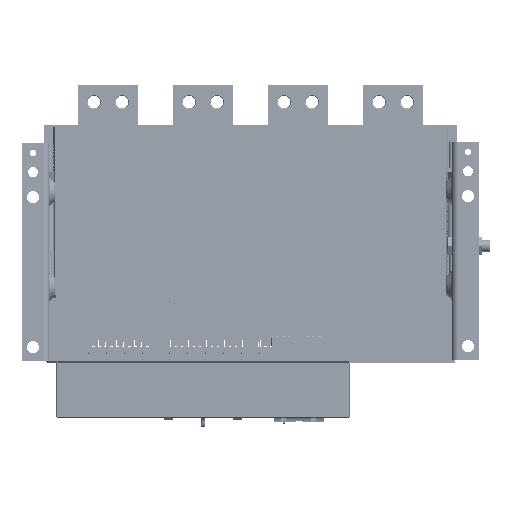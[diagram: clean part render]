
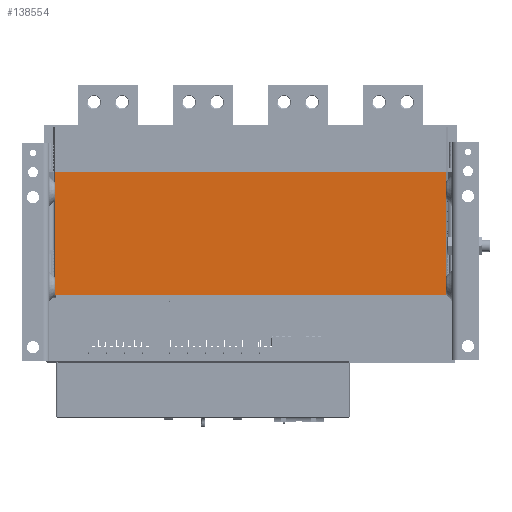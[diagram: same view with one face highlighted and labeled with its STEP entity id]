
A CAD part, front view. The second image highlights one B-rep face of the part: STEP entity #138554.
In plain terms, the highlighted planar face has unit normal (0, -1, -0.008).
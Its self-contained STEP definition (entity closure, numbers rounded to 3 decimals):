
#1888=DIRECTION('',(1.,0.,0.));
#1889=VECTOR('',#1888,1.5);
#1890=CARTESIAN_POINT('',(11.,1.,0.));
#1891=LINE('',#1890,#1889);
#2058=DIRECTION('',(0.,0.008,-1.));
#2059=VECTOR('',#2058,123.004);
#2060=CARTESIAN_POINT('',(11.,0.,123.));
#2061=LINE('',#2060,#2059);
#13736=DIRECTION('',(1.,0.,0.));
#13737=VECTOR('',#13736,2.);
#13738=CARTESIAN_POINT('',(400.,1.,0.));
#13739=LINE('',#13738,#13737);
#13748=DIRECTION('',(-1.,0.,0.));
#13749=VECTOR('',#13748,387.5);
#13750=CARTESIAN_POINT('',(400.,1.,0.));
#13751=LINE('',#13750,#13749);
#38554=DIRECTION('',(0.,-0.008,1.));
#38555=VECTOR('',#38554,123.004);
#38556=CARTESIAN_POINT('',(402.,1.,0.));
#38557=LINE('',#38556,#38555);
#42078=DIRECTION('',(-1.,0.,0.));
#42079=VECTOR('',#42078,391.);
#42080=CARTESIAN_POINT('',(402.,0.,123.));
#42081=LINE('',#42080,#42079);
#98384=CARTESIAN_POINT('',(12.5,1.,0.));
#98386=VERTEX_POINT('',#98384);
#98414=CARTESIAN_POINT('',(11.,1.,0.));
#98415=VERTEX_POINT('',#98414);
#100884=CARTESIAN_POINT('',(400.,1.,0.));
#100886=VERTEX_POINT('',#100884);
#100894=CARTESIAN_POINT('',(402.,1.,0.));
#100895=VERTEX_POINT('',#100894);
#100898=CARTESIAN_POINT('',(11.,0.,123.));
#100899=VERTEX_POINT('',#100898);
#100900=CARTESIAN_POINT('',(402.,0.,123.));
#100901=VERTEX_POINT('',#100900);
#138538=CARTESIAN_POINT('',(206.5,0.5,61.5));
#138539=DIRECTION('',(0.,1.,0.008));
#138540=DIRECTION('',(0.,-0.008,1.));
#138541=AXIS2_PLACEMENT_3D('',#138538,#138539,#138540);
#138542=PLANE('',#138541);
#138544=ORIENTED_EDGE('',*,*,#138543,.T.);
#138545=ORIENTED_EDGE('',*,*,#127670,.F.);
#138546=ORIENTED_EDGE('',*,*,#127869,.F.);
#138548=ORIENTED_EDGE('',*,*,#138547,.F.);
#138550=ORIENTED_EDGE('',*,*,#138549,.F.);
#138551=ORIENTED_EDGE('',*,*,#138529,.F.);
#138552=EDGE_LOOP('',(#138544,#138545,#138546,#138548,#138550,#138551));
#138553=FACE_OUTER_BOUND('',#138552,.F.);
#138554=ADVANCED_FACE('',(#138553),#138542,.F.);
#127670=EDGE_CURVE('',#98415,#98386,#1891,.T.);
#127869=EDGE_CURVE('',#100899,#98415,#2061,.T.);
#138529=EDGE_CURVE('',#100886,#100895,#13739,.T.);
#138543=EDGE_CURVE('',#100886,#98386,#13751,.T.);
#138547=EDGE_CURVE('',#100901,#100899,#42081,.T.);
#138549=EDGE_CURVE('',#100895,#100901,#38557,.T.);
